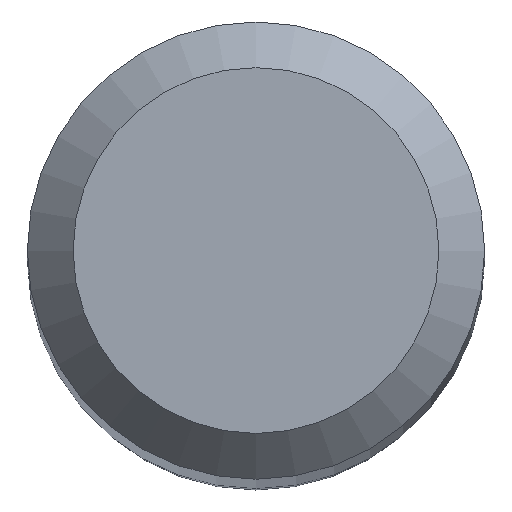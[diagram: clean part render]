
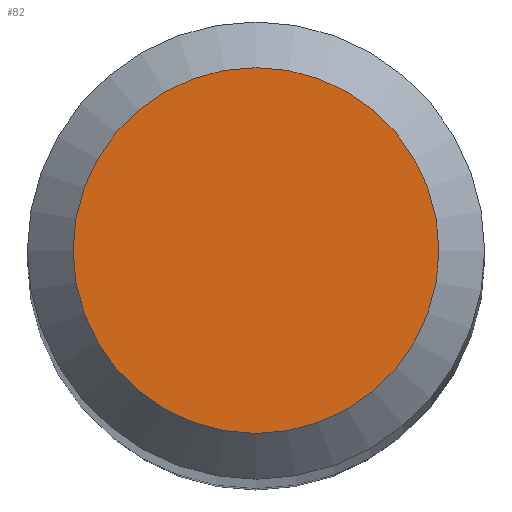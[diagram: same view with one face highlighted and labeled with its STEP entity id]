
A CAD part, top view. The second image highlights one B-rep face of the part: STEP entity #82.
In plain terms, the highlighted planar face has unit normal (0, 0, 1).
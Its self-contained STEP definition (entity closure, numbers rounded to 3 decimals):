
#25 = VERTEX_POINT ( 'NONE', #254 ) ;
#26 = CARTESIAN_POINT ( 'NONE',  ( 0., 0., 61. ) ) ;
#40 = ORIENTED_EDGE ( 'NONE', *, *, #140, .F. ) ;
#41 = DIRECTION ( 'NONE',  ( 0., 1., 0. ) ) ;
#42 = DIRECTION ( 'NONE',  ( 0., 0., -1. ) ) ;
#43 = DIRECTION ( 'NONE',  ( 0., 1., 0. ) ) ;
#47 = FACE_OUTER_BOUND ( 'NONE', #224, .T. ) ;
#82 = ADVANCED_FACE ( 'NONE', ( #47 ), #179, .F. ) ;
#117 = DIRECTION ( 'NONE',  ( 0., 0., -1. ) ) ;
#140 = EDGE_CURVE ( 'NONE', #25, #25, #274, .T. ) ;
#142 = CARTESIAN_POINT ( 'NONE',  ( 0., 0., 61. ) ) ;
#170 = AXIS2_PLACEMENT_3D ( 'NONE', #142, #42, #43 ) ;
#179 = PLANE ( 'NONE',  #244 ) ;
#224 = EDGE_LOOP ( 'NONE', ( #40 ) ) ;
#244 = AXIS2_PLACEMENT_3D ( 'NONE', #26, #117, #41 ) ;
#254 = CARTESIAN_POINT ( 'NONE',  ( 0., 1.2, 61. ) ) ;
#274 = CIRCLE ( 'NONE', #170, 1.2 ) ;
